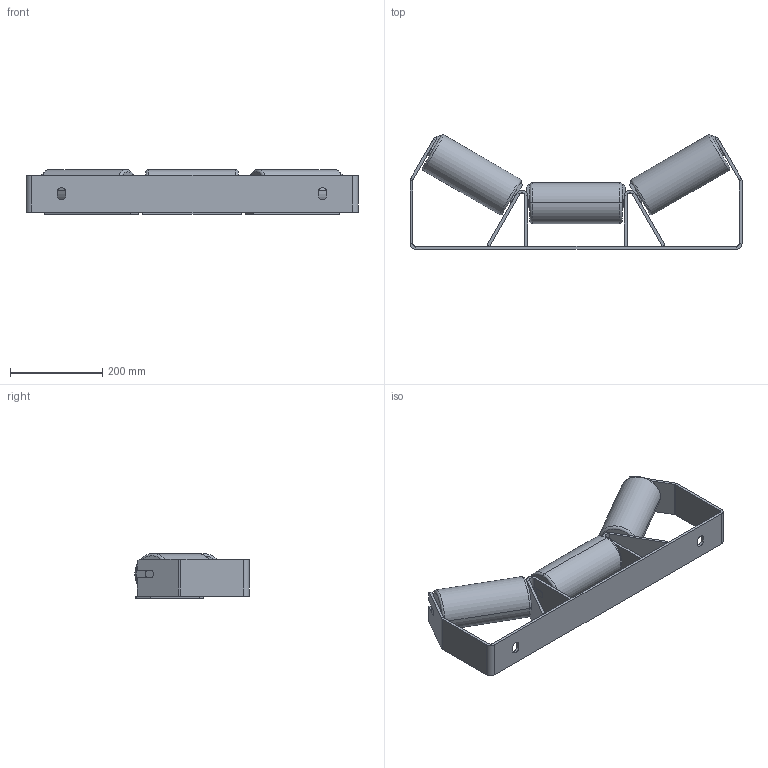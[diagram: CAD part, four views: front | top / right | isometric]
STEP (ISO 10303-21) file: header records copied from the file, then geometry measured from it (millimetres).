
FILE_DESCRIPTION (( 'STEP AP214' ), '1' );
FILE_NAME ('Support SNP 53301 E100 6 B500 30° sans pincement.step', '2020-02-20T19:51:07', ( '' ), ( '' ), 'SwSTEP 2.0', 'SolidWorks 2019', '' );
FILE_SCHEMA (( 'AUTOMOTIVE_DESIGN' ));
Length unit declared in the file: millimetre
Products named in the file (1): Support SNP 53301 E100 6 B500 30° sans pincement
Bounding box: 720 x 247.84 x 97.5 mm (x, y, z)
Volume: 1776379.7 mm3; surface area: 777164.6 mm2
Topology: 9 solids, 12 shells, 303 faces, 738 edges, 472 vertices
Faces by surface type: plane 211, cylinder 63, bspline 17, torus 12
Entity records: 9016 total; most frequent: CARTESIAN_POINT 1735, ORIENTED_EDGE 1476, DIRECTION 1452, EDGE_CURVE 738, VECTOR 530, LINE 530, VERTEX_POINT 472, AXIS2_PLACEMENT_3D 461
